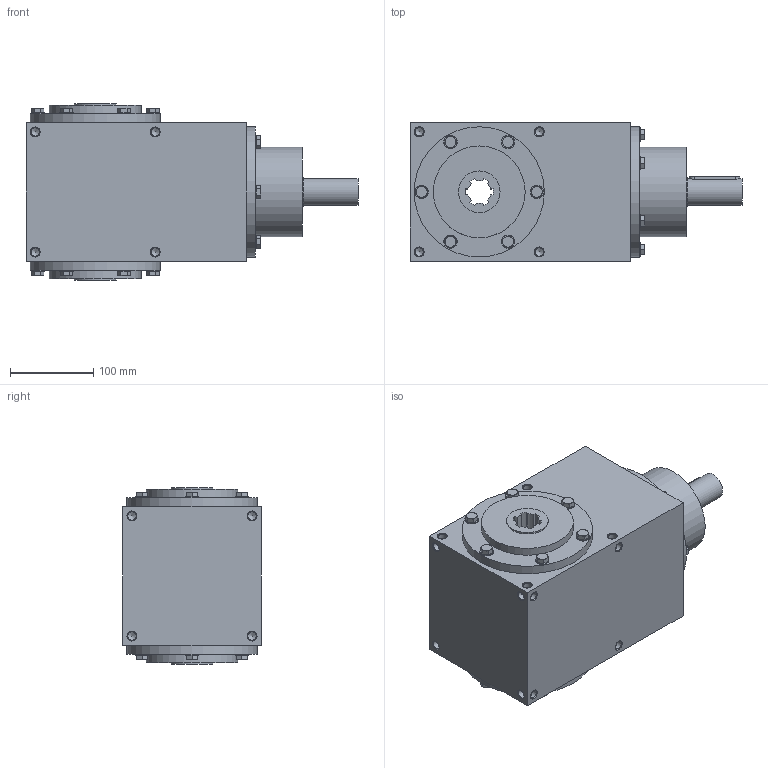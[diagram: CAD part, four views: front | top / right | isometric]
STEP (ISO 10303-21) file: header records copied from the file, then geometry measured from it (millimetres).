
FILE_DESCRIPTION(/* description */ ('STEP AP203'),/* implementation_level */ '2;1');
FILE_NAME(/* name */ 'REB42_R.1_4.5',/* time_stamp */ '2023-01-09T11:53:12+01:00',/* author */ ('License CC BY-ND 4.0'),/* organization */ ('CADENAS'),/* preprocessor_version */ 'ST-DEVELOPER v18.102',/* originating_system */ 'PARTsolutions',/* authorisation */ ' ');
FILE_SCHEMA (('CONFIG_CONTROL_DESIGN'));
Length unit declared in the file: millimetre
Products named in the file (4): REB42_R.1/4.5; REC42-shaft; RC_RR42-screw; REB42-case
Assembly tree (20 placements, depth 2):
  REB42_R.1/4.5
    REC42-shaft
    RC_RR42-screw  x18
    REB42-case
Bounding box: 398 x 166 x 212 mm (x, y, z)
Volume: 8458415.9 mm3; surface area: 369340 mm2
Topology: 20 solids, 20 shells, 468 faces, 1090 edges, 669 vertices
Faces by surface type: plane 209, cone 158, cylinder 101
Full cylindrical faces by diameter (mm): 8.376 x1, 10.106 x44, 16 x18, 32 x1, 35 x2, 42 x1, 50 x2, 107 x1, 110 x2, 156 x3
Entity records: 6661 total; most frequent: DIRECTION 1004, CARTESIAN_POINT 928, ORIENTED_EDGE 726, AXIS2_PLACEMENT_3D 438, EDGE_CURVE 363, FACE_BOUND 345, EDGE_LOOP 320, VERTEX_POINT 296
